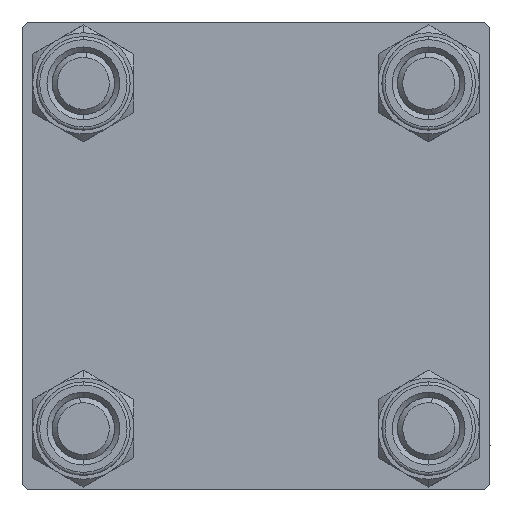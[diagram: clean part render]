
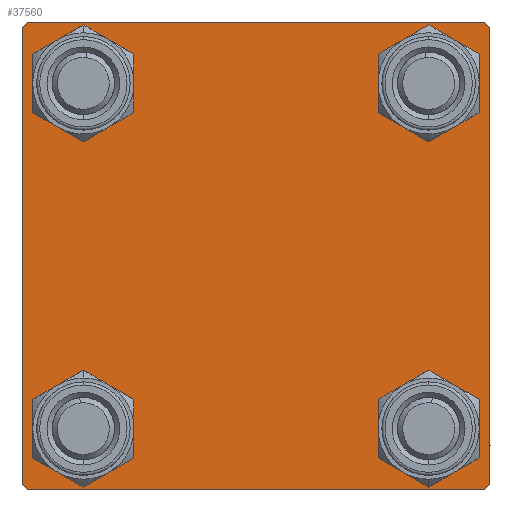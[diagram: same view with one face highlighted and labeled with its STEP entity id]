
A CAD part, left-side view. The second image highlights one B-rep face of the part: STEP entity #37560.
In plain terms, the highlighted planar face has unit normal (-1, 0, 0).
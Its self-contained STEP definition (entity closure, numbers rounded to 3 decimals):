
#323 = VERTEX_POINT ( 'NONE', #45384 ) ;
#646 = VERTEX_POINT ( 'NONE', #21397 ) ;
#683 = CARTESIAN_POINT ( 'NONE',  ( 0., 22., 22.5 ) ) ;
#719 = CARTESIAN_POINT ( 'NONE',  ( 0., 16.6, -16.6 ) ) ;
#1441 = EDGE_LOOP ( 'NONE', ( #4960, #40136 ) ) ;
#1489 = EDGE_LOOP ( 'NONE', ( #12546, #9921, #17859, #23930, #48770, #12280, #15735, #42275 ) ) ;
#1572 = VECTOR ( 'NONE', #18118, 1000. ) ;
#2663 = EDGE_CURVE ( 'NONE', #16896, #646, #36184, .T. ) ;
#3118 = CIRCLE ( 'NONE', #38082, 3.5 ) ;
#3980 = DIRECTION ( 'NONE',  ( 0., 0.707, 0.707 ) ) ;
#4022 = CIRCLE ( 'NONE', #13746, 3.5 ) ;
#4038 = DIRECTION ( 'NONE',  ( 1., 0., 0. ) ) ;
#4349 = VERTEX_POINT ( 'NONE', #42271 ) ;
#4527 = ORIENTED_EDGE ( 'NONE', *, *, #28064, .T. ) ;
#4960 = ORIENTED_EDGE ( 'NONE', *, *, #19519, .T. ) ;
#5077 = AXIS2_PLACEMENT_3D ( 'NONE', #38997, #42300, #30835 ) ;
#5509 = EDGE_CURVE ( 'NONE', #24631, #39595, #35228, .T. ) ;
#6004 = DIRECTION ( 'NONE',  ( 1., 0., 0. ) ) ;
#6132 = DIRECTION ( 'NONE',  ( 0., 0., 1. ) ) ;
#6403 = FACE_BOUND ( 'NONE', #39897, .T. ) ;
#6760 = VERTEX_POINT ( 'NONE', #38744 ) ;
#7454 = VERTEX_POINT ( 'NONE', #683 ) ;
#7557 = DIRECTION ( 'NONE',  ( 1., 0., 0. ) ) ;
#7644 = VERTEX_POINT ( 'NONE', #32799 ) ;
#7748 = DIRECTION ( 'NONE',  ( 1., 0., 0. ) ) ;
#8789 = DIRECTION ( 'NONE',  ( 1., 0., 0. ) ) ;
#9710 = CARTESIAN_POINT ( 'NONE',  ( 0., 22.5, -22.5 ) ) ;
#9746 = CIRCLE ( 'NONE', #33338, 3.5 ) ;
#9747 = VERTEX_POINT ( 'NONE', #15318 ) ;
#9921 = ORIENTED_EDGE ( 'NONE', *, *, #42273, .T. ) ;
#10029 = CARTESIAN_POINT ( 'NONE',  ( 0., -16.6, 16.6 ) ) ;
#10414 = CARTESIAN_POINT ( 'NONE',  ( 0., 22.25, -22.25 ) ) ;
#10509 = EDGE_LOOP ( 'NONE', ( #19241, #36482 ) ) ;
#10617 = CARTESIAN_POINT ( 'NONE',  ( 0., 16.6, 16.6 ) ) ;
#10698 = EDGE_CURVE ( 'NONE', #24631, #7644, #27409, .T. ) ;
#10728 = FACE_OUTER_BOUND ( 'NONE', #1489, .T. ) ;
#10985 = PLANE ( 'NONE',  #11810 ) ;
#11804 = DIRECTION ( 'NONE',  ( 1., 0., 0. ) ) ;
#11810 = AXIS2_PLACEMENT_3D ( 'NONE', #49432, #33642, #37476 ) ;
#12280 = ORIENTED_EDGE ( 'NONE', *, *, #10698, .T. ) ;
#12546 = ORIENTED_EDGE ( 'NONE', *, *, #39519, .T. ) ;
#13605 = DIRECTION ( 'NONE',  ( 0., 0., 1. ) ) ;
#13746 = AXIS2_PLACEMENT_3D ( 'NONE', #10029, #48488, #13605 ) ;
#13750 = VERTEX_POINT ( 'NONE', #27844 ) ;
#13827 = VECTOR ( 'NONE', #47924, 1000. ) ;
#13902 = CARTESIAN_POINT ( 'NONE',  ( 0., 16.6, 16.6 ) ) ;
#14048 = CARTESIAN_POINT ( 'NONE',  ( 0., -16.6, -20.1 ) ) ;
#14406 = DIRECTION ( 'NONE',  ( 0., 0., 1. ) ) ;
#14446 = VECTOR ( 'NONE', #37917, 1000. ) ;
#14778 = VECTOR ( 'NONE', #41017, 1000. ) ;
#14889 = AXIS2_PLACEMENT_3D ( 'NONE', #719, #4038, #46558 ) ;
#14939 = CARTESIAN_POINT ( 'NONE',  ( 0., 16.6, -13.1 ) ) ;
#15318 = CARTESIAN_POINT ( 'NONE',  ( 0., -16.6, 13.1 ) ) ;
#15678 = CIRCLE ( 'NONE', #5077, 3.5 ) ;
#15735 = ORIENTED_EDGE ( 'NONE', *, *, #47153, .F. ) ;
#16142 = CARTESIAN_POINT ( 'NONE',  ( 0., -16.6, -16.6 ) ) ;
#16180 = AXIS2_PLACEMENT_3D ( 'NONE', #10617, #7557, #45502 ) ;
#16219 = VERTEX_POINT ( 'NONE', #43501 ) ;
#16896 = VERTEX_POINT ( 'NONE', #14048 ) ;
#17112 = LINE ( 'NONE', #48169, #1572 ) ;
#17338 = LINE ( 'NONE', #26248, #14778 ) ;
#17362 = LINE ( 'NONE', #9710, #13827 ) ;
#17501 = AXIS2_PLACEMENT_3D ( 'NONE', #16142, #7748, #46460 ) ;
#17859 = ORIENTED_EDGE ( 'NONE', *, *, #19054, .T. ) ;
#18118 = DIRECTION ( 'NONE',  ( 0., -1., 0. ) ) ;
#19054 = EDGE_CURVE ( 'NONE', #13750, #47872, #17362, .T. ) ;
#19241 = ORIENTED_EDGE ( 'NONE', *, *, #43529, .T. ) ;
#19489 = VERTEX_POINT ( 'NONE', #14939 ) ;
#19519 = EDGE_CURVE ( 'NONE', #4349, #16219, #38127, .T. ) ;
#19692 = EDGE_CURVE ( 'NONE', #9747, #44343, #4022, .T. ) ;
#20438 = DIRECTION ( 'NONE',  ( 0., 0., -1. ) ) ;
#20512 = DIRECTION ( 'NONE',  ( 0., 0., 1. ) ) ;
#20777 = LINE ( 'NONE', #43944, #49263 ) ;
#21397 = CARTESIAN_POINT ( 'NONE',  ( 0., -16.6, -13.1 ) ) ;
#21954 = FACE_BOUND ( 'NONE', #1441, .T. ) ;
#22207 = FACE_BOUND ( 'NONE', #10509, .T. ) ;
#22259 = EDGE_CURVE ( 'NONE', #16219, #4349, #9746, .T. ) ;
#22345 = VERTEX_POINT ( 'NONE', #50308 ) ;
#22804 = CIRCLE ( 'NONE', #35020, 3.5 ) ;
#22902 = EDGE_CURVE ( 'NONE', #19489, #22345, #22804, .T. ) ;
#23781 = CARTESIAN_POINT ( 'NONE',  ( 0., 16.6, -16.6 ) ) ;
#23867 = CARTESIAN_POINT ( 'NONE',  ( 0., -16.6, 20.1 ) ) ;
#23930 = ORIENTED_EDGE ( 'NONE', *, *, #33607, .T. ) ;
#24631 = VERTEX_POINT ( 'NONE', #48261 ) ;
#26248 = CARTESIAN_POINT ( 'NONE',  ( 0., 22.25, 22.25 ) ) ;
#27227 = EDGE_CURVE ( 'NONE', #7454, #6760, #17338, .T. ) ;
#27409 = LINE ( 'NONE', #34003, #49368 ) ;
#27844 = CARTESIAN_POINT ( 'NONE',  ( 0., 22., -22.5 ) ) ;
#28064 = EDGE_CURVE ( 'NONE', #44343, #9747, #15678, .T. ) ;
#29580 = FACE_BOUND ( 'NONE', #40007, .T. ) ;
#29685 = VECTOR ( 'NONE', #20438, 1000. ) ;
#29773 = LINE ( 'NONE', #10414, #14446 ) ;
#30835 = DIRECTION ( 'NONE',  ( 0., 0., 1. ) ) ;
#32799 = CARTESIAN_POINT ( 'NONE',  ( 0., -22., 22.5 ) ) ;
#33338 = AXIS2_PLACEMENT_3D ( 'NONE', #13902, #6004, #14406 ) ;
#33607 = EDGE_CURVE ( 'NONE', #47872, #39595, #48330, .T. ) ;
#33642 = DIRECTION ( 'NONE',  ( -1., 0., 0. ) ) ;
#33861 = EDGE_CURVE ( 'NONE', #22345, #19489, #49037, .T. ) ;
#34003 = CARTESIAN_POINT ( 'NONE',  ( 0., -22.25, 22.25 ) ) ;
#35020 = AXIS2_PLACEMENT_3D ( 'NONE', #23781, #11804, #6132 ) ;
#35228 = LINE ( 'NONE', #43842, #29685 ) ;
#36047 = ORIENTED_EDGE ( 'NONE', *, *, #22902, .T. ) ;
#36184 = CIRCLE ( 'NONE', #17501, 3.5 ) ;
#36482 = ORIENTED_EDGE ( 'NONE', *, *, #2663, .T. ) ;
#37119 = ORIENTED_EDGE ( 'NONE', *, *, #19692, .T. ) ;
#37476 = DIRECTION ( 'NONE',  ( 0., 0., 1. ) ) ;
#37560 = ADVANCED_FACE ( 'NONE', ( #6403, #22207, #29580, #21954, #10728 ), #10985, .T. ) ;
#37917 = DIRECTION ( 'NONE',  ( 0., -0.707, -0.707 ) ) ;
#38082 = AXIS2_PLACEMENT_3D ( 'NONE', #39873, #8789, #20512 ) ;
#38127 = CIRCLE ( 'NONE', #16180, 3.5 ) ;
#38485 = VECTOR ( 'NONE', #40207, 1000. ) ;
#38744 = CARTESIAN_POINT ( 'NONE',  ( 0., 22.5, 22. ) ) ;
#38997 = CARTESIAN_POINT ( 'NONE',  ( 0., -16.6, 16.6 ) ) ;
#39519 = EDGE_CURVE ( 'NONE', #6760, #323, #20777, .T. ) ;
#39595 = VERTEX_POINT ( 'NONE', #47277 ) ;
#39644 = DIRECTION ( 'NONE',  ( 0., 0., -1. ) ) ;
#39873 = CARTESIAN_POINT ( 'NONE',  ( 0., -16.6, -16.6 ) ) ;
#39897 = EDGE_LOOP ( 'NONE', ( #4527, #37119 ) ) ;
#40007 = EDGE_LOOP ( 'NONE', ( #36047, #44395 ) ) ;
#40136 = ORIENTED_EDGE ( 'NONE', *, *, #22259, .T. ) ;
#40207 = DIRECTION ( 'NONE',  ( 0., -0.707, 0.707 ) ) ;
#40305 = CARTESIAN_POINT ( 'NONE',  ( 0., -22., -22.5 ) ) ;
#41017 = DIRECTION ( 'NONE',  ( 0., 0.707, -0.707 ) ) ;
#42271 = CARTESIAN_POINT ( 'NONE',  ( 0., 16.6, 20.1 ) ) ;
#42273 = EDGE_CURVE ( 'NONE', #323, #13750, #29773, .T. ) ;
#42275 = ORIENTED_EDGE ( 'NONE', *, *, #27227, .T. ) ;
#42300 = DIRECTION ( 'NONE',  ( 1., 0., 0. ) ) ;
#43501 = CARTESIAN_POINT ( 'NONE',  ( 0., 16.6, 13.1 ) ) ;
#43529 = EDGE_CURVE ( 'NONE', #646, #16896, #3118, .T. ) ;
#43842 = CARTESIAN_POINT ( 'NONE',  ( 0., -22.5, 22.5 ) ) ;
#43944 = CARTESIAN_POINT ( 'NONE',  ( 0., 22.5, 22.5 ) ) ;
#44343 = VERTEX_POINT ( 'NONE', #23867 ) ;
#44395 = ORIENTED_EDGE ( 'NONE', *, *, #33861, .T. ) ;
#45384 = CARTESIAN_POINT ( 'NONE',  ( 0., 22.5, -22. ) ) ;
#45502 = DIRECTION ( 'NONE',  ( 0., 0., 1. ) ) ;
#46460 = DIRECTION ( 'NONE',  ( 0., 0., 1. ) ) ;
#46558 = DIRECTION ( 'NONE',  ( 0., 0., 1. ) ) ;
#47153 = EDGE_CURVE ( 'NONE', #7454, #7644, #17112, .T. ) ;
#47277 = CARTESIAN_POINT ( 'NONE',  ( 0., -22.5, -22. ) ) ;
#47872 = VERTEX_POINT ( 'NONE', #40305 ) ;
#47924 = DIRECTION ( 'NONE',  ( 0., -1., 0. ) ) ;
#48169 = CARTESIAN_POINT ( 'NONE',  ( 0., 22.5, 22.5 ) ) ;
#48261 = CARTESIAN_POINT ( 'NONE',  ( 0., -22.5, 22. ) ) ;
#48330 = LINE ( 'NONE', #48833, #38485 ) ;
#48488 = DIRECTION ( 'NONE',  ( 1., 0., 0. ) ) ;
#48770 = ORIENTED_EDGE ( 'NONE', *, *, #5509, .F. ) ;
#48833 = CARTESIAN_POINT ( 'NONE',  ( 0., -22.25, -22.25 ) ) ;
#49037 = CIRCLE ( 'NONE', #14889, 3.5 ) ;
#49263 = VECTOR ( 'NONE', #39644, 1000. ) ;
#49368 = VECTOR ( 'NONE', #3980, 1000. ) ;
#49432 = CARTESIAN_POINT ( 'NONE',  ( 0., 0., 0. ) ) ;
#50308 = CARTESIAN_POINT ( 'NONE',  ( 0., 16.6, -20.1 ) ) ;
